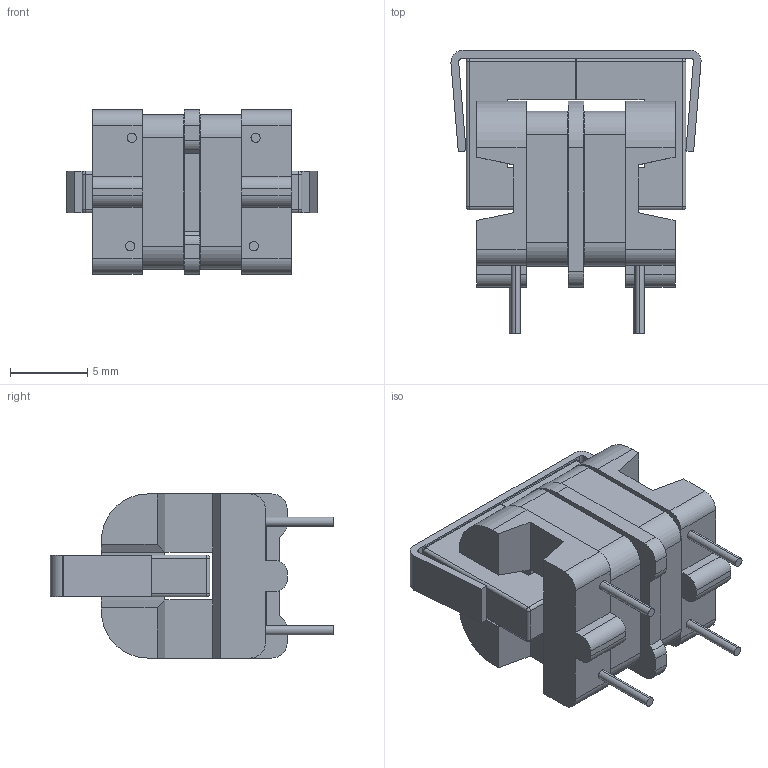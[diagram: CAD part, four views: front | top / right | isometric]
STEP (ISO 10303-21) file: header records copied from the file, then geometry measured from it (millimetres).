
FILE_DESCRIPTION (( 'STEP AP214' ), '1' );
FILE_NAME ('8C0151F6-44E6-4A21-8930-43F381E8D84E.STEP', '2023-07-27T11:45:59', ( '' ), ( '' ), 'SwSTEP 2.0', 'SolidWorks 2022', '' );
FILE_SCHEMA (( 'AUTOMOTIVE_DESIGN' ));
Length unit declared in the file: millimetre
Products named in the file (1): 8C0151F6-44E6-4A21-8930-43F381E8D84E
Bounding box: 16.16 x 18.3 x 10.6 mm (x, y, z)
Volume: 1343.3 mm3; surface area: 2364.1 mm2
Topology: 9 solids, 9 shells, 183 faces, 461 edges, 290 vertices
Faces by surface type: plane 113, cylinder 62, sphere 8
Entity records: 7426 total; most frequent: DIRECTION 945, CARTESIAN_POINT 927, ORIENTED_EDGE 906, EDGE_CURVE 453, LINE 329, VECTOR 329, AXIS2_PLACEMENT_3D 308, VERTEX_POINT 290
